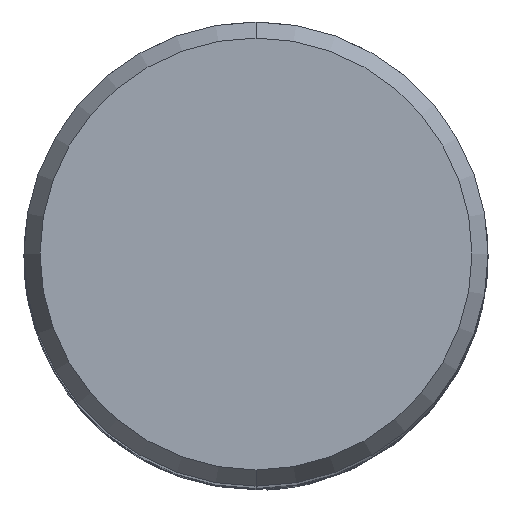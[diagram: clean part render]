
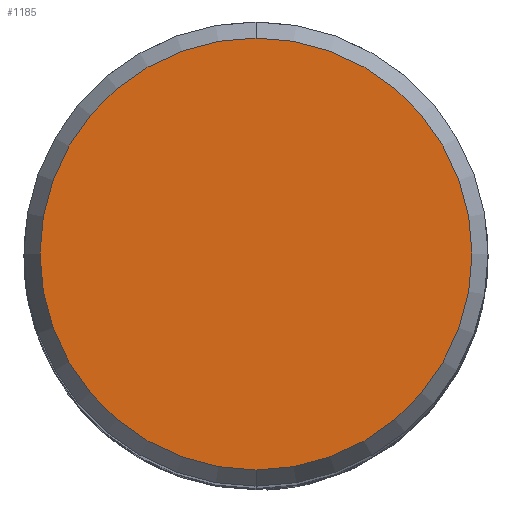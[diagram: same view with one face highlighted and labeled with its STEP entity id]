
A CAD part, top view. The second image highlights one B-rep face of the part: STEP entity #1185.
In plain terms, the highlighted planar face has unit normal (0, 0, 1).
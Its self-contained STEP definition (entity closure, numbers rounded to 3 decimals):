
#1019=EDGE_CURVE('',#1353,#1201,#2241,.T.);
#1185=ADVANCED_FACE('',(#2422),#2423,.T.);
#1201=VERTEX_POINT('',#2439);
#1329=EDGE_CURVE('',#1201,#1353,#2574,.T.);
#1353=VERTEX_POINT('',#2599);
#2241=CIRCLE('',#8905,9.307);
#2422=FACE_OUTER_BOUND('',#11254,.T.);
#2423=PLANE('',#11255);
#2439=CARTESIAN_POINT('',(0.,-9.307,0.0));
#2574=CIRCLE('',#11904,9.307);
#2599=CARTESIAN_POINT('',(0.0,9.307,0.0));
#8905=AXIS2_PLACEMENT_3D('',#19683,#19684,#19685);
#11254=EDGE_LOOP('',(#19853,#19854));
#11255=AXIS2_PLACEMENT_3D('',#19855,#19856,#19857);
#11904=AXIS2_PLACEMENT_3D('',#19966,#19967,#19968);
#19683=CARTESIAN_POINT('',(0.0,0.0,0.0));
#19684=DIRECTION('',(0.0,0.0,-1.0));
#19685=DIRECTION('',(0.0,1.0,0.0));
#19853=ORIENTED_EDGE('',*,*,#1019,.F.);
#19854=ORIENTED_EDGE('',*,*,#1329,.F.);
#19855=CARTESIAN_POINT('',(0.0,4.654,0.0));
#19856=DIRECTION('',(-0.0,0.0,1.0));
#19857=DIRECTION('',(0.0,-1.0,0.0));
#19966=CARTESIAN_POINT('',(0.0,0.0,0.0));
#19967=DIRECTION('',(0.0,0.0,-1.0));
#19968=DIRECTION('',(0.0,1.0,0.0));
